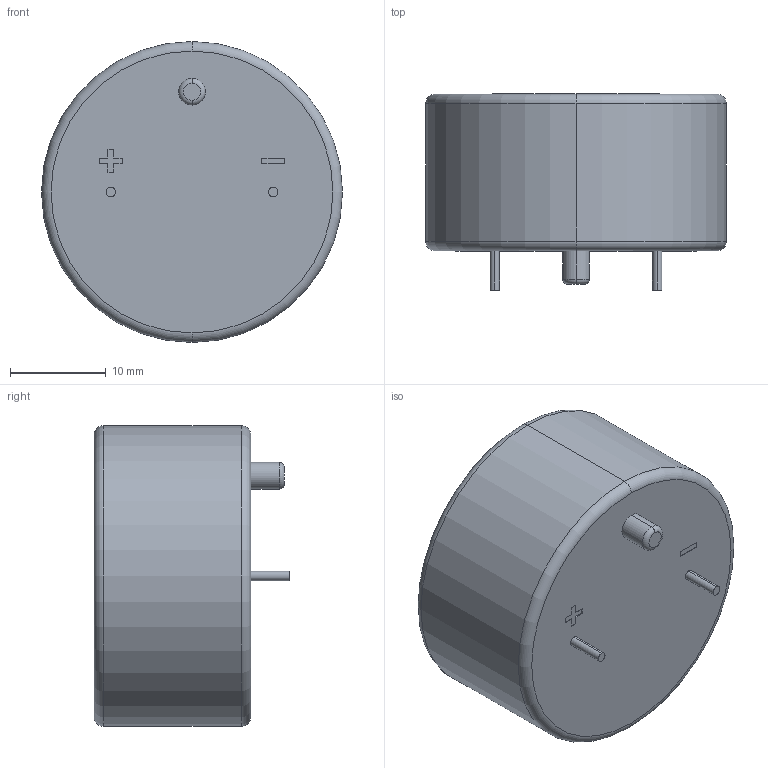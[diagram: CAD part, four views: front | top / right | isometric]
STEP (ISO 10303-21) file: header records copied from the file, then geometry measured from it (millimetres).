
FILE_DESCRIPTION (( 'STEP AP214' ), '1' );
FILE_NAME ('SGX-7OX.STEP', '2023-03-21T10:46:17', ( '' ), ( '' ), 'SwSTEP 2.0', 'SolidWorks 2021', '' );
FILE_SCHEMA (( 'AUTOMOTIVE_DESIGN' ));
Length unit declared in the file: millimetre
Products named in the file (1): SGX-7OX
Bounding box: 31.5 x 20.5 x 31.5 mm (x, y, z)
Volume: 12686.8 mm3; surface area: 3204.6 mm2
Topology: 1 solids, 1 shells, 43 faces, 96 edges, 62 vertices
Faces by surface type: plane 25, cylinder 12, torus 6
Entity records: 1232 total; most frequent: DIRECTION 220, CARTESIAN_POINT 202, ORIENTED_EDGE 192, EDGE_CURVE 96, AXIS2_PLACEMENT_3D 80, VERTEX_POINT 62, LINE 60, VECTOR 60
